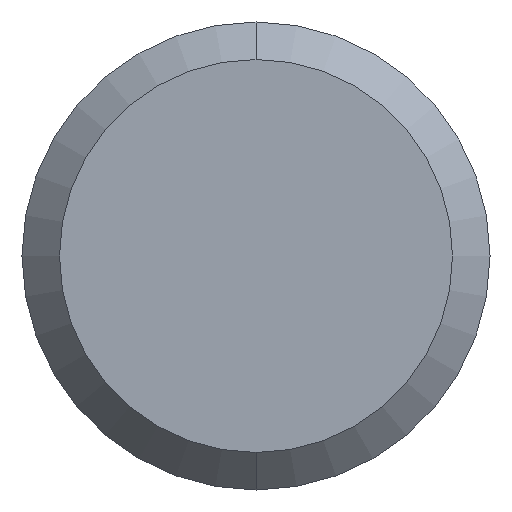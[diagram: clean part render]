
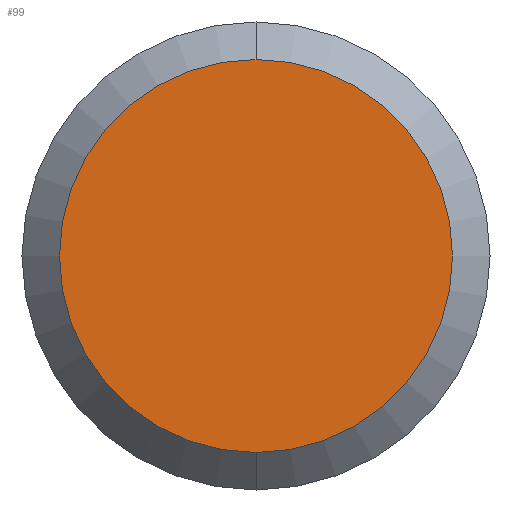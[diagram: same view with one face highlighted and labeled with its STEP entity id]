
A CAD part, front view. The second image highlights one B-rep face of the part: STEP entity #99.
In plain terms, the highlighted planar face has unit normal (0, -1, 0).
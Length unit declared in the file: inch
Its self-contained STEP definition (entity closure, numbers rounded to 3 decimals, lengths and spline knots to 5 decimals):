
#5 = EDGE_LOOP ( 'NONE', ( #179, #278 ) ) ;
#16 = DIRECTION ( 'NONE',  ( 0., -1., 0. ) ) ;
#50 = EDGE_CURVE ( 'NONE', #88, #59, #132, .T. ) ;
#59 = VERTEX_POINT ( 'NONE', #223 ) ;
#70 = FACE_OUTER_BOUND ( 'NONE', #5, .T. ) ;
#81 = CARTESIAN_POINT ( 'NONE',  ( 0., 0., 0.10485 ) ) ;
#88 = VERTEX_POINT ( 'NONE', #81 ) ;
#99 = ADVANCED_FACE ( 'NONE', ( #70 ), #165, .F. ) ;
#101 = AXIS2_PLACEMENT_3D ( 'NONE', #106, #16, #127 ) ;
#106 = CARTESIAN_POINT ( 'NONE',  ( 0., 0., 0. ) ) ;
#121 = AXIS2_PLACEMENT_3D ( 'NONE', #246, #247, #144 ) ;
#127 = DIRECTION ( 'NONE',  ( 0., 0., 1. ) ) ;
#132 = CIRCLE ( 'NONE', #184, 0.10485 ) ;
#144 = DIRECTION ( 'NONE',  ( 0., 0., 1. ) ) ;
#165 = PLANE ( 'NONE',  #121 ) ;
#179 = ORIENTED_EDGE ( 'NONE', *, *, #50, .T. ) ;
#184 = AXIS2_PLACEMENT_3D ( 'NONE', #249, #230, #272 ) ;
#214 = CIRCLE ( 'NONE', #101, 0.10485 ) ;
#223 = CARTESIAN_POINT ( 'NONE',  ( 0., 0., -0.10485 ) ) ;
#225 = EDGE_CURVE ( 'NONE', #59, #88, #214, .T. ) ;
#230 = DIRECTION ( 'NONE',  ( 0., -1., 0. ) ) ;
#246 = CARTESIAN_POINT ( 'NONE',  ( 0., 0., 0. ) ) ;
#247 = DIRECTION ( 'NONE',  ( 0., 1., 0. ) ) ;
#249 = CARTESIAN_POINT ( 'NONE',  ( 0., 0., 0. ) ) ;
#272 = DIRECTION ( 'NONE',  ( 0., 0., 1. ) ) ;
#278 = ORIENTED_EDGE ( 'NONE', *, *, #225, .T. ) ;
